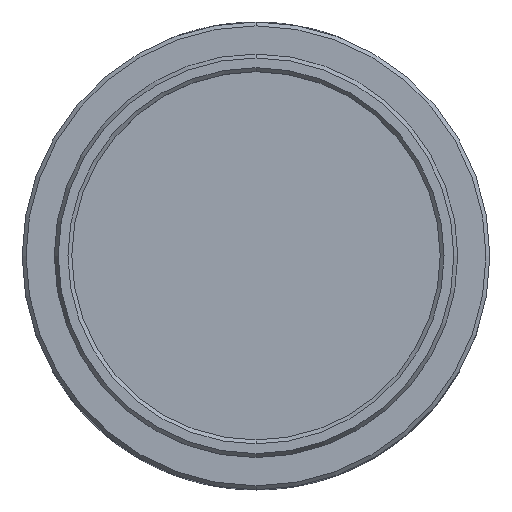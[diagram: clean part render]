
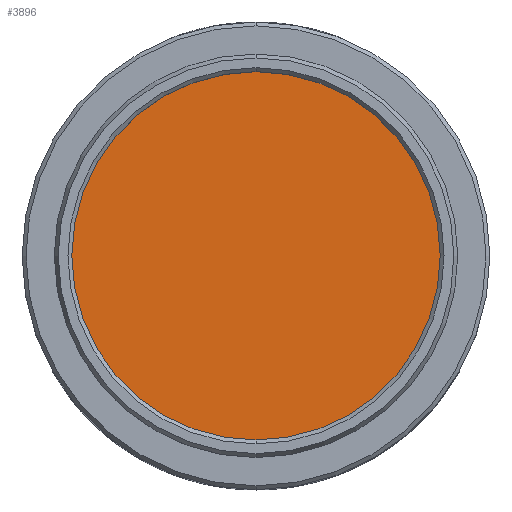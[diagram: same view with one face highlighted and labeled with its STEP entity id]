
A CAD part, top view. The second image highlights one B-rep face of the part: STEP entity #3896.
In plain terms, the highlighted planar face has unit normal (0, 0, 1).
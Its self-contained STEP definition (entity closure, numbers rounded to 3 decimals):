
#291 = VERTEX_POINT ( 'NONE', #3129 ) ;
#765 = AXIS2_PLACEMENT_3D ( 'NONE', #7857, #1115, #8980 ) ;
#1115 = DIRECTION ( 'NONE',  ( 0., 0., -1. ) ) ;
#1638 = FACE_OUTER_BOUND ( 'NONE', #13099, .T. ) ;
#3129 = CARTESIAN_POINT ( 'NONE',  ( 12.082, 27.775, 26.96 ) ) ;
#3753 = CIRCLE ( 'NONE', #765, 12.7 ) ;
#3896 = ADVANCED_FACE ( 'NONE', ( #1638 ), #4339, .F. ) ;
#4339 = PLANE ( 'NONE',  #14193 ) ;
#5151 = ORIENTED_EDGE ( 'NONE', *, *, #6732, .F. ) ;
#5549 = DIRECTION ( 'NONE',  ( -0.924, -0.383, 0. ) ) ;
#5677 = AXIS2_PLACEMENT_3D ( 'NONE', #12609, #5900, #13729 ) ;
#5900 = DIRECTION ( 'NONE',  ( 0., 0., -1. ) ) ;
#6732 = EDGE_CURVE ( 'NONE', #291, #7007, #3753, .T. ) ;
#7007 = VERTEX_POINT ( 'NONE', #8637 ) ;
#7318 = CIRCLE ( 'NONE', #5677, 12.7 ) ;
#7857 = CARTESIAN_POINT ( 'NONE',  ( 23.813, 32.64, 26.96 ) ) ;
#8637 = CARTESIAN_POINT ( 'NONE',  ( 35.545, 37.505, 26.96 ) ) ;
#8980 = DIRECTION ( 'NONE',  ( -0.924, -0.383, 0. ) ) ;
#9791 = ORIENTED_EDGE ( 'NONE', *, *, #11459, .F. ) ;
#11132 = CARTESIAN_POINT ( 'NONE',  ( 23.813, 32.64, 26.96 ) ) ;
#11459 = EDGE_CURVE ( 'NONE', #7007, #291, #7318, .T. ) ;
#12273 = DIRECTION ( 'NONE',  ( 0., 0., -1. ) ) ;
#12609 = CARTESIAN_POINT ( 'NONE',  ( 23.813, 32.64, 26.96 ) ) ;
#13099 = EDGE_LOOP ( 'NONE', ( #5151, #9791 ) ) ;
#13729 = DIRECTION ( 'NONE',  ( -0.924, -0.383, 0. ) ) ;
#14193 = AXIS2_PLACEMENT_3D ( 'NONE', #11132, #12273, #5549 ) ;
